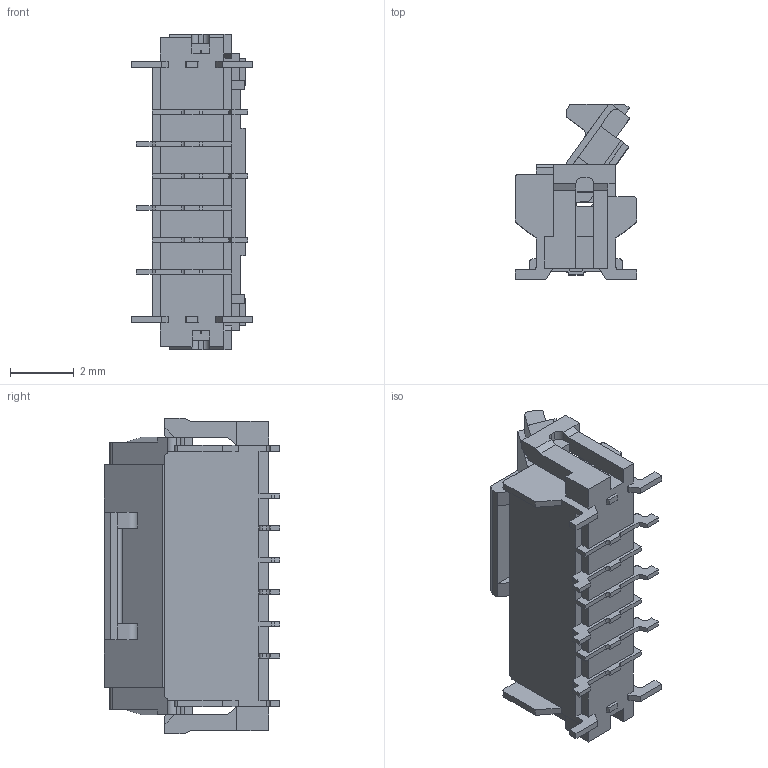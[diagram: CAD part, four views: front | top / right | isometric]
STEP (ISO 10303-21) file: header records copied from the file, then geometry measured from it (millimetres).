
FILE_DESCRIPTION(/* description */ (''),/* implementation_level */ '2;1');
FILE_NAME(/* name */ 'Untitled.step',/* time_stamp */ '2019-12-06T11:38:06-08:00',/* author */ (''),/* organization */ (''),/* preprocessor_version */ 'ST-DEVELOPER v18',/* originating_system */ 'Autodesk Translation Framework v8.12.0.6',/* authorisation */ '');
FILE_SCHEMA (('AUTOMOTIVE_DESIGN { 1 0 10303 214 3 1 1 }'));
Length unit declared in the file: millimetre
Products named in the file (2): FH12-6S-1SV_Èª (1); FH12-6S-1SV_Èª
Assembly tree (1 placements, depth 2):
  FH12-6S-1SV_Èª (1)
    FH12-6S-1SV_Èª
Bounding box: 3.8 x 5.5 x 9.9 mm (x, y, z)
Volume: 73.9 mm3; surface area: 273.2 mm2
Topology: 1 solids, 1 shells, 476 faces, 1408 edges, 924 vertices
Faces by surface type: plane 400, cylinder 76
Entity records: 15766 total; most frequent: ORIENTED_EDGE 2816, CARTESIAN_POINT 2811, DIRECTION 2540, EDGE_CURVE 1408, LINE 1234, VECTOR 1234, VERTEX_POINT 924, AXIS2_PLACEMENT_3D 653
